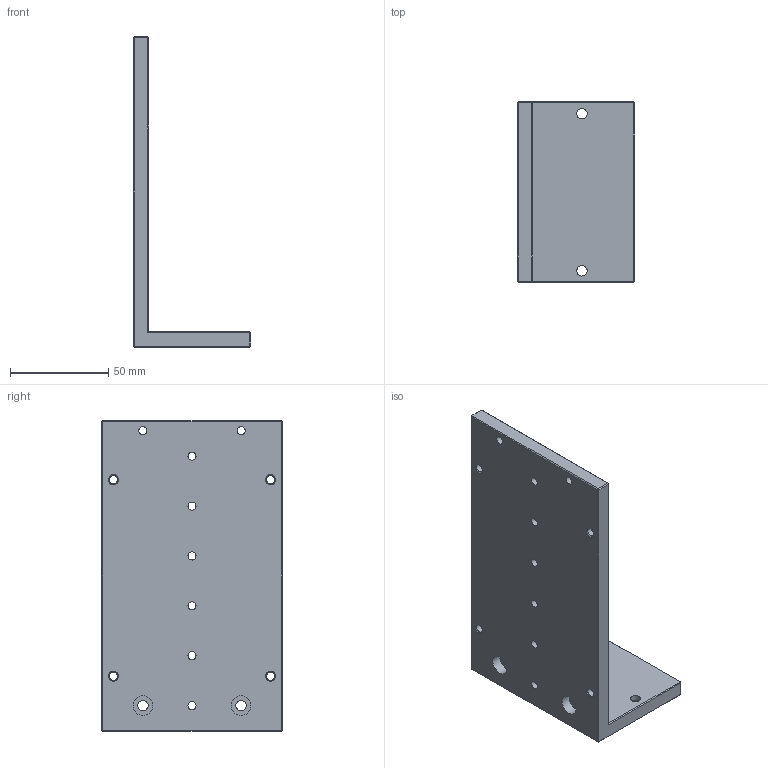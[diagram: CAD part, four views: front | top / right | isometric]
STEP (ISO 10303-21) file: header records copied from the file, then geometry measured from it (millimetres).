
FILE_DESCRIPTION(/* description */ ('Unknown'),/* implementation_level */ '2;1');
FILE_NAME(/* name */ 'S01478_R0_Winkel_VR3000',/* time_stamp */ '2019-08-12T14:23:43+02:00',/* author */ ('Vitus Schwinghammer'),/* organization */ ('Vieweg GmbH'),/* preprocessor_version */ 'ST-DEVELOPER v16.7',/* originating_system */ 'Solid Edge',/* authorisation */ 'Unknown');
FILE_SCHEMA (('AUTOMOTIVE_DESIGN {1 0 10303 214 3 1 1}'));
Length unit declared in the file: millimetre
Products named in the file (1): S01478_R0_Winkel_VR3000
Bounding box: 60 x 92 x 158 mm (x, y, z)
Volume: 151242.1 mm3; surface area: 44632.3 mm2
Topology: 1 solids, 1 shells, 67 faces, 159 edges, 98 vertices
Faces by surface type: plane 39, cylinder 20, cone 8
Full cylindrical faces by diameter (mm): 4.134 x8, 4.2 x4, 5.3 x4, 10 x4
Entity records: 2182 total; most frequent: DIRECTION 299, CARTESIAN_POINT 265, ORIENTED_EDGE 230, EDGE_LOOP 131, FACE_BOUND 131, AXIS2_PLACEMENT_3D 116, EDGE_CURVE 115, VERTEX_POINT 82
